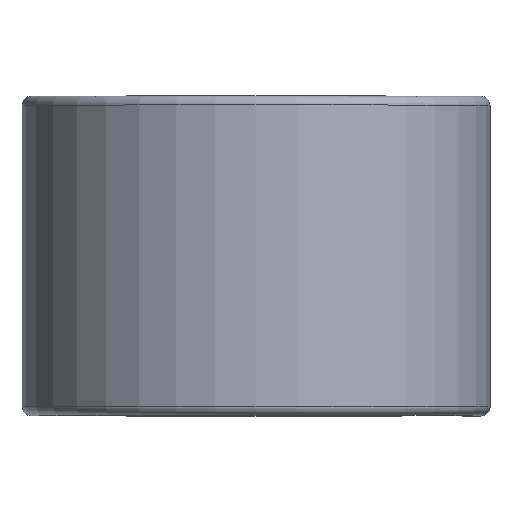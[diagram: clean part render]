
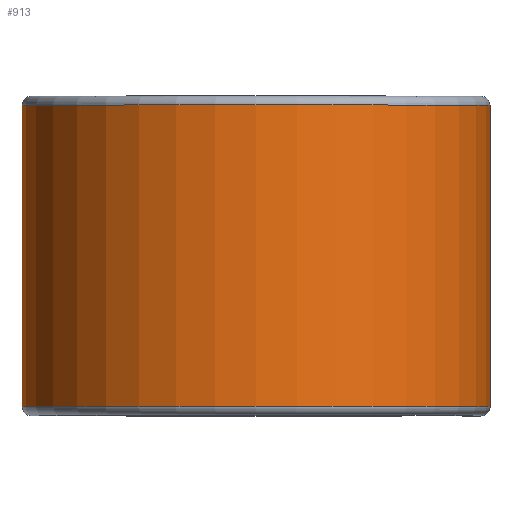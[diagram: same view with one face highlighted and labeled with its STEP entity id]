
A CAD part, top view. The second image highlights one B-rep face of the part: STEP entity #913.
In plain terms, the highlighted cylindrical face has radius 19.774 mm (diameter 39.548 mm), a partial arc.
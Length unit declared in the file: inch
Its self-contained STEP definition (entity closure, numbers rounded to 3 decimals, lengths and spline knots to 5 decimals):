
#15 = VERTEX_POINT ( 'NONE', #44 ) ;
#18 = VECTOR ( 'NONE', #1743, 39.37008 ) ;
#44 = CARTESIAN_POINT ( 'NONE',  ( 0.7785, -0.50125, 0. ) ) ;
#56 = CYLINDRICAL_SURFACE ( 'NONE', #1260, 0.7785 ) ;
#175 = CARTESIAN_POINT ( 'NONE',  ( 0., 0.50125, 0. ) ) ;
#194 = VERTEX_POINT ( 'NONE', #2335 ) ;
#212 = EDGE_CURVE ( 'NONE', #15, #657, #550, .T. ) ;
#232 = DIRECTION ( 'NONE',  ( 0., -1., 0. ) ) ;
#274 = ORIENTED_EDGE ( 'NONE', *, *, #286, .F. ) ;
#286 = EDGE_CURVE ( 'NONE', #1688, #194, #2247, .T. ) ;
#306 = DIRECTION ( 'NONE',  ( 0., 1., 0. ) ) ;
#335 = FACE_OUTER_BOUND ( 'NONE', #764, .T. ) ;
#359 = DIRECTION ( 'NONE',  ( 0., 0., -1. ) ) ;
#477 = AXIS2_PLACEMENT_3D ( 'NONE', #175, #1430, #359 ) ;
#507 = CARTESIAN_POINT ( 'NONE',  ( 0., 0.50125, -0.7785 ) ) ;
#515 = EDGE_CURVE ( 'NONE', #15, #1688, #2190, .T. ) ;
#550 = LINE ( 'NONE', #2344, #18 ) ;
#613 = CARTESIAN_POINT ( 'NONE',  ( 0., -0.50125, 0. ) ) ;
#657 = VERTEX_POINT ( 'NONE', #2174 ) ;
#749 = EDGE_CURVE ( 'NONE', #657, #194, #2363, .T. ) ;
#764 = EDGE_LOOP ( 'NONE', ( #1068, #963, #274, #2127 ) ) ;
#913 = ADVANCED_FACE ( 'NONE', ( #335 ), #56, .T. ) ;
#938 = CARTESIAN_POINT ( 'NONE',  ( 0., -0.50125, -0.7785 ) ) ;
#963 = ORIENTED_EDGE ( 'NONE', *, *, #749, .T. ) ;
#1068 = ORIENTED_EDGE ( 'NONE', *, *, #212, .T. ) ;
#1260 = AXIS2_PLACEMENT_3D ( 'NONE', #1670, #1843, #1477 ) ;
#1430 = DIRECTION ( 'NONE',  ( 0., -1., 0. ) ) ;
#1477 = DIRECTION ( 'NONE',  ( 0., 0., -1. ) ) ;
#1670 = CARTESIAN_POINT ( 'NONE',  ( 0., 0.5, 0. ) ) ;
#1688 = VERTEX_POINT ( 'NONE', #938 ) ;
#1743 = DIRECTION ( 'NONE',  ( 0., 1., 0. ) ) ;
#1773 = AXIS2_PLACEMENT_3D ( 'NONE', #613, #232, #2327 ) ;
#1843 = DIRECTION ( 'NONE',  ( 0., -1., 0. ) ) ;
#1985 = VECTOR ( 'NONE', #306, 39.37008 ) ;
#2127 = ORIENTED_EDGE ( 'NONE', *, *, #515, .F. ) ;
#2174 = CARTESIAN_POINT ( 'NONE',  ( 0.7785, 0.50125, 0. ) ) ;
#2190 = CIRCLE ( 'NONE', #1773, 0.7785 ) ;
#2247 = LINE ( 'NONE', #507, #1985 ) ;
#2327 = DIRECTION ( 'NONE',  ( 0., 0., -1. ) ) ;
#2335 = CARTESIAN_POINT ( 'NONE',  ( 0., 0.50125, -0.7785 ) ) ;
#2344 = CARTESIAN_POINT ( 'NONE',  ( 0.7785, 0.50125, 0. ) ) ;
#2363 = CIRCLE ( 'NONE', #477, 0.7785 ) ;
